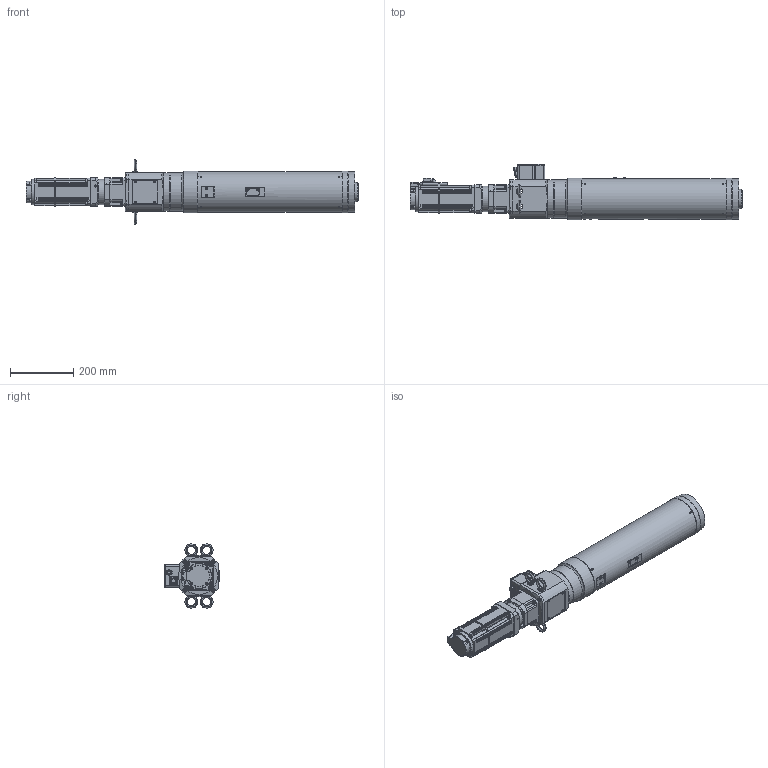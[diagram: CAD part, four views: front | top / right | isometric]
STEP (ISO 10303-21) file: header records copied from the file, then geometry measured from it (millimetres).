
FILE_DESCRIPTION(/* description */ (''),/* implementation_level */ '2;1');
FILE_NAME(/* name */ 'DPR-301R4J-30FB-CE(DS-P086).stp',/* time_stamp */ '2021-08-04T17:07:55+09:00',/* author */ ('y-mizuno'),/* organization */ (''),/* preprocessor_version */ 'ST-DEVELOPER v18.1',/* originating_system */ 'Autodesk Inventor 2021',/* authorisation */ '');
FILE_SCHEMA (('AUTOMOTIVE_DESIGN { 1 0 10303 214 3 1 1 }'));
Products named in the file (1): DPR-301R4J-30FB-CE(DS-P086)
Bounding box: 1046.5 x 176 x 202.85 mm (x, y, z)
Volume: 11739016.9 mm3; surface area: 574519.4 mm2
Topology: 1 solids, 15 shells, 1822 faces, 4992 edges, 3243 vertices
Faces by surface type: plane 1033, cylinder 458, cone 198, torus 121, sphere 8, bspline 4
Full cylindrical faces by diameter (mm): 2.459 x2, 2.693 x4, 3 x4, 3.2 x4, 3.3 x4, 3.4 x4, 4 x1, 4.917 x4, 5 x1, 6 x10, 6.647 x1, 6.75 x4, 7 x4, 7.5 x4, 8 x14, 8.376 x4, 8.5 x12, 9 x4, 10 x8, 10.25 x4, 10.6 x2, 11 x4, 12 x1, 12.7 x1, 16.5 x1, 18 x5, 20 x8, 25 x4, 34 x1, 35 x1
Entity records: 61764 total; most frequent: CARTESIAN_POINT 12957, DIRECTION 9944, ORIENTED_EDGE 9938, EDGE_CURVE 4969, AXIS2_PLACEMENT_3D 3632, VERTEX_POINT 3243, LINE 2680, VECTOR 2680
